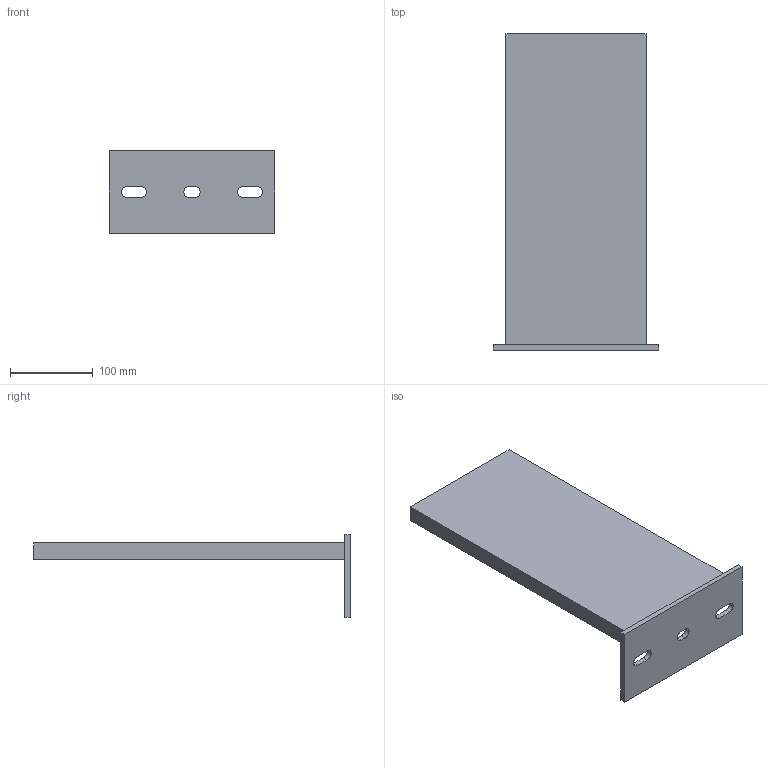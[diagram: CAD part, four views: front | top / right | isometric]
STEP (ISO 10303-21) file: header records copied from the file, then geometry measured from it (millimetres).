
FILE_DESCRIPTION (( 'STEP AP214' ), '1' );
FILE_NAME ('6232510.STEP', '2024-10-28T07:54:10', ( '' ), ( '' ), 'SwSTEP 2.0', 'SolidWorks 2022', '' );
FILE_SCHEMA (( 'AUTOMOTIVE_DESIGN' ));
Length unit declared in the file: millimetre
Products named in the file (3): 082740_160; 6232510; KTS 02.020-008_Standard
Assembly tree (2 placements, depth 2):
  6232510
    KTS 02.020-008_Standard
    082740_160
Bounding box: 200 x 381.5 x 100 mm (x, y, z)
Volume: 425447.2 mm3; surface area: 198725 mm2
Topology: 2 solids, 2 shells, 36 faces, 96 edges, 64 vertices
Faces by surface type: plane 30, cylinder 6
Entity records: 1234 total; most frequent: CARTESIAN_POINT 201, ORIENTED_EDGE 192, DIRECTION 190, EDGE_CURVE 96, LINE 84, VECTOR 84, VERTEX_POINT 64, AXIS2_PLACEMENT_3D 53
